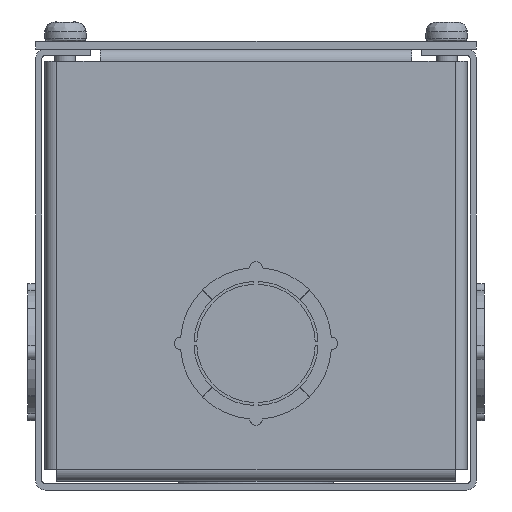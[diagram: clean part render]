
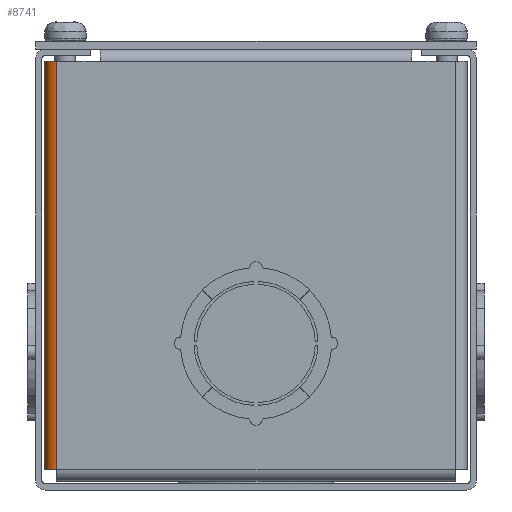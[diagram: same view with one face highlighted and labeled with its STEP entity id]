
A CAD part, front view. The second image highlights one B-rep face of the part: STEP entity #8741.
In plain terms, the highlighted cylindrical face has radius 2.743 mm (diameter 5.486 mm), a partial arc.
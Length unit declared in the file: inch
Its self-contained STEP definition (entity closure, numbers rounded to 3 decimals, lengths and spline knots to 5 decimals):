
#671 = VERTEX_POINT ( 'NONE', #25572 ) ;
#1395 = CARTESIAN_POINT ( 'NONE',  ( -1.807, -5.892, 0.188 ) ) ;
#2162 = VECTOR ( 'NONE', #15471, 39.37008 ) ;
#2952 = CYLINDRICAL_SURFACE ( 'NONE', #4924, 0.108 ) ;
#4716 = EDGE_LOOP ( 'NONE', ( #16442, #24415, #17686, #24057 ) ) ;
#4924 = AXIS2_PLACEMENT_3D ( 'NONE', #1395, #9200, #17108 ) ;
#5718 = CIRCLE ( 'NONE', #12791, 0.108 ) ;
#5832 = CIRCLE ( 'NONE', #20363, 0.108 ) ;
#6077 = VECTOR ( 'NONE', #17810, 39.37008 ) ;
#7553 = LINE ( 'NONE', #19633, #2162 ) ;
#8173 = VERTEX_POINT ( 'NONE', #17726 ) ;
#8682 = CARTESIAN_POINT ( 'NONE',  ( -1.807, -5.892, 0.188 ) ) ;
#8741 = ADVANCED_FACE ( 'NONE', ( #9085 ), #2952, .T. ) ;
#9085 = FACE_OUTER_BOUND ( 'NONE', #4716, .T. ) ;
#9200 = DIRECTION ( 'NONE',  ( 0., 0., 1. ) ) ;
#9756 = LINE ( 'NONE', #17673, #6077 ) ;
#10006 = DIRECTION ( 'NONE',  ( 0., -1., 0. ) ) ;
#10866 = EDGE_CURVE ( 'NONE', #8173, #671, #5718, .T. ) ;
#11679 = CARTESIAN_POINT ( 'NONE',  ( -1.807, -5.892, 3.892 ) ) ;
#12696 = DIRECTION ( 'NONE',  ( 0., -1., 0. ) ) ;
#12791 = AXIS2_PLACEMENT_3D ( 'NONE', #8682, #16079, #12696 ) ;
#13802 = EDGE_CURVE ( 'NONE', #18922, #8173, #9756, .T. ) ;
#15227 = EDGE_CURVE ( 'NONE', #19766, #671, #7553, .T. ) ;
#15471 = DIRECTION ( 'NONE',  ( 0., 0., -1. ) ) ;
#15538 = EDGE_CURVE ( 'NONE', #18922, #19766, #5832, .T. ) ;
#16079 = DIRECTION ( 'NONE',  ( 0., 0., 1. ) ) ;
#16442 = ORIENTED_EDGE ( 'NONE', *, *, #10866, .T. ) ;
#17108 = DIRECTION ( 'NONE',  ( 0., -1., 0. ) ) ;
#17673 = CARTESIAN_POINT ( 'NONE',  ( -1.915, -5.892, 0.188 ) ) ;
#17686 = ORIENTED_EDGE ( 'NONE', *, *, #15538, .F. ) ;
#17726 = CARTESIAN_POINT ( 'NONE',  ( -1.915, -5.892, 0.188 ) ) ;
#17810 = DIRECTION ( 'NONE',  ( 0., 0., -1. ) ) ;
#18922 = VERTEX_POINT ( 'NONE', #25688 ) ;
#19633 = CARTESIAN_POINT ( 'NONE',  ( -1.807, -6., 0.188 ) ) ;
#19734 = DIRECTION ( 'NONE',  ( 0., 0., 1. ) ) ;
#19766 = VERTEX_POINT ( 'NONE', #24185 ) ;
#20363 = AXIS2_PLACEMENT_3D ( 'NONE', #11679, #19734, #10006 ) ;
#24057 = ORIENTED_EDGE ( 'NONE', *, *, #13802, .T. ) ;
#24185 = CARTESIAN_POINT ( 'NONE',  ( -1.807, -6., 3.892 ) ) ;
#24415 = ORIENTED_EDGE ( 'NONE', *, *, #15227, .F. ) ;
#25572 = CARTESIAN_POINT ( 'NONE',  ( -1.807, -6., 0.188 ) ) ;
#25688 = CARTESIAN_POINT ( 'NONE',  ( -1.915, -5.892, 3.892 ) ) ;
